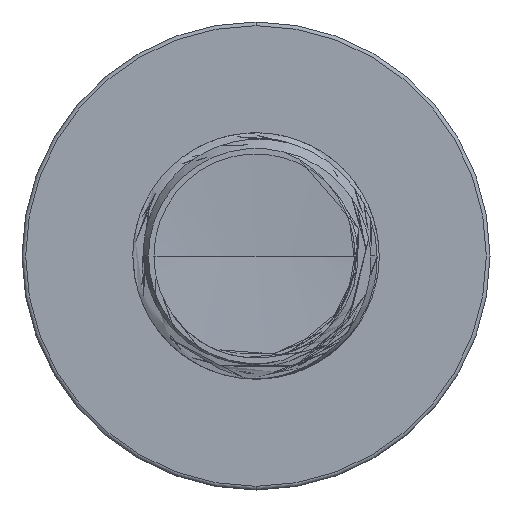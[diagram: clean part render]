
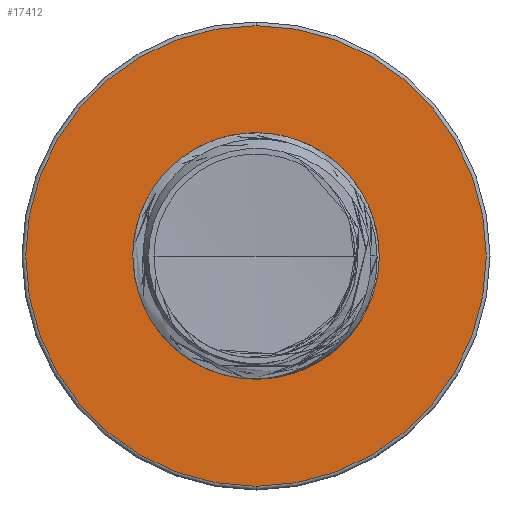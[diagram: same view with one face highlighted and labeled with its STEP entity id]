
A CAD part, front view. The second image highlights one B-rep face of the part: STEP entity #17412.
In plain terms, the highlighted planar face has unit normal (0, -1, 0).
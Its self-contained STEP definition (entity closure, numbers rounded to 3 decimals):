
#275 = DIRECTION ( 'NONE',  ( 0., 0., -1. ) ) ;
#633 = VERTEX_POINT ( 'NONE', #5719 ) ;
#3293 = FACE_BOUND ( 'NONE', #30702, .T. ) ;
#3575 = EDGE_CURVE ( 'NONE', #21431, #633, #20366, .T. ) ;
#3693 = CIRCLE ( 'NONE', #26383, 2.438 ) ;
#4308 = DIRECTION ( 'NONE',  ( 0., -1., 0. ) ) ;
#5719 = CARTESIAN_POINT ( 'NONE',  ( 0., 25., -2.438 ) ) ;
#9519 = VERTEX_POINT ( 'NONE', #29314 ) ;
#9940 = EDGE_LOOP ( 'NONE', ( #12650, #12687 ) ) ;
#12650 = ORIENTED_EDGE ( 'NONE', *, *, #32947, .T. ) ;
#12687 = ORIENTED_EDGE ( 'NONE', *, *, #18643, .T. ) ;
#12842 = ORIENTED_EDGE ( 'NONE', *, *, #17806, .F. ) ;
#12870 = CARTESIAN_POINT ( 'NONE',  ( 0., 25., -4.675 ) ) ;
#12891 = ORIENTED_EDGE ( 'NONE', *, *, #3575, .F. ) ;
#13978 = CARTESIAN_POINT ( 'NONE',  ( 0., 25., 0. ) ) ;
#14771 = CARTESIAN_POINT ( 'NONE',  ( 0., 25., 0. ) ) ;
#16987 = PLANE ( 'NONE',  #28880 ) ;
#17104 = DIRECTION ( 'NONE',  ( 0., 0., -1. ) ) ;
#17412 = ADVANCED_FACE ( 'NONE', ( #17831, #3293 ), #16987, .T. ) ;
#17806 = EDGE_CURVE ( 'NONE', #633, #21431, #3693, .T. ) ;
#17831 = FACE_OUTER_BOUND ( 'NONE', #9940, .T. ) ;
#17916 = DIRECTION ( 'NONE',  ( 0., 0., -1. ) ) ;
#18450 = DIRECTION ( 'NONE',  ( 0., -1., 0. ) ) ;
#18643 = EDGE_CURVE ( 'NONE', #9519, #34575, #28353, .T. ) ;
#20075 = DIRECTION ( 'NONE',  ( 0., 0., -1. ) ) ;
#20366 = CIRCLE ( 'NONE', #35945, 2.438 ) ;
#21431 = VERTEX_POINT ( 'NONE', #29369 ) ;
#22932 = CARTESIAN_POINT ( 'NONE',  ( 0., 25., 2.438 ) ) ;
#22953 = CARTESIAN_POINT ( 'NONE',  ( 0., 25., 0. ) ) ;
#25662 = AXIS2_PLACEMENT_3D ( 'NONE', #14771, #34064, #17916 ) ;
#25815 = DIRECTION ( 'NONE',  ( 0., 0., -1. ) ) ;
#26383 = AXIS2_PLACEMENT_3D ( 'NONE', #34425, #18450, #275 ) ;
#28353 = CIRCLE ( 'NONE', #25662, 4.675 ) ;
#28880 = AXIS2_PLACEMENT_3D ( 'NONE', #22932, #35448, #20075 ) ;
#29186 = AXIS2_PLACEMENT_3D ( 'NONE', #22953, #4308, #25815 ) ;
#29314 = CARTESIAN_POINT ( 'NONE',  ( 0., 25., 4.675 ) ) ;
#29369 = CARTESIAN_POINT ( 'NONE',  ( 0., 25., 2.438 ) ) ;
#30702 = EDGE_LOOP ( 'NONE', ( #12842, #12891 ) ) ;
#32509 = CIRCLE ( 'NONE', #29186, 4.675 ) ;
#32947 = EDGE_CURVE ( 'NONE', #34575, #9519, #32509, .T. ) ;
#33560 = DIRECTION ( 'NONE',  ( 0., -1., 0. ) ) ;
#34064 = DIRECTION ( 'NONE',  ( 0., -1., 0. ) ) ;
#34425 = CARTESIAN_POINT ( 'NONE',  ( 0., 25., 0. ) ) ;
#34575 = VERTEX_POINT ( 'NONE', #12870 ) ;
#35448 = DIRECTION ( 'NONE',  ( 0., -1., 0. ) ) ;
#35945 = AXIS2_PLACEMENT_3D ( 'NONE', #13978, #33560, #17104 ) ;
